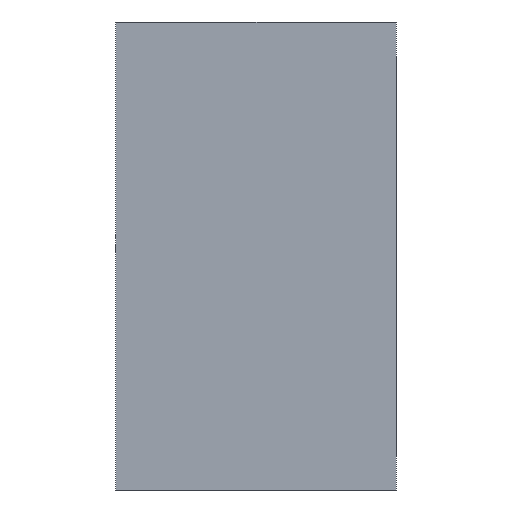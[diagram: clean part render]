
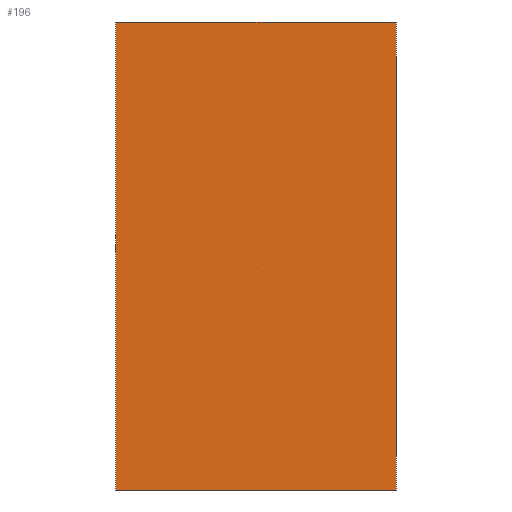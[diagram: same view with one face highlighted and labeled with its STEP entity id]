
A CAD part, front view. The second image highlights one B-rep face of the part: STEP entity #196.
In plain terms, the highlighted planar face has unit normal (0, -1, 0).
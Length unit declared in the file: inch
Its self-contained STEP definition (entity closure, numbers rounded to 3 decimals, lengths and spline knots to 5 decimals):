
#26=FACE_OUTER_BOUND('',#38,.T.);
#38=EDGE_LOOP('',(#171,#172,#173,#174));
#51=LINE('',#287,#75);
#55=LINE('',#295,#79);
#58=LINE('',#301,#82);
#61=LINE('',#306,#85);
#75=VECTOR('',#236,0.3937);
#79=VECTOR('',#242,0.3937);
#82=VECTOR('',#247,0.3937);
#85=VECTOR('',#252,0.3937);
#95=VERTEX_POINT('',#285);
#96=VERTEX_POINT('',#286);
#99=VERTEX_POINT('',#294);
#101=VERTEX_POINT('',#300);
#115=EDGE_CURVE('',#95,#96,#51,.T.);
#119=EDGE_CURVE('',#99,#95,#55,.T.);
#122=EDGE_CURVE('',#101,#99,#58,.T.);
#125=EDGE_CURVE('',#96,#101,#61,.T.);
#171=ORIENTED_EDGE('',*,*,#125,.F.);
#172=ORIENTED_EDGE('',*,*,#115,.F.);
#173=ORIENTED_EDGE('',*,*,#119,.F.);
#174=ORIENTED_EDGE('',*,*,#122,.F.);
#185=PLANE('',#209);
#196=ADVANCED_FACE('',(#26),#185,.F.);
#209=AXIS2_PLACEMENT_3D('',#309,#256,#257);
#236=DIRECTION('',(1.,0.,0.));
#242=DIRECTION('',(0.,0.,1.));
#247=DIRECTION('',(-1.,0.,0.));
#252=DIRECTION('',(0.,0.,-1.));
#256=DIRECTION('center_axis',(0.,1.,0.));
#257=DIRECTION('ref_axis',(1.,0.,0.));
#285=CARTESIAN_POINT('',(-8.2475,0.,16.25117));
#286=CARTESIAN_POINT('',(0.0025,0.,16.25117));
#287=CARTESIAN_POINT('',(-8.2475,0.,16.25117));
#294=CARTESIAN_POINT('',(-8.2475,0.,2.50117));
#295=CARTESIAN_POINT('',(-8.2475,0.,2.50117));
#300=CARTESIAN_POINT('',(0.0025,0.,2.50117));
#301=CARTESIAN_POINT('',(0.0025,0.,2.50117));
#306=CARTESIAN_POINT('',(0.0025,0.,16.25117));
#309=CARTESIAN_POINT('Origin',(-4.1225,0.,9.37617));
